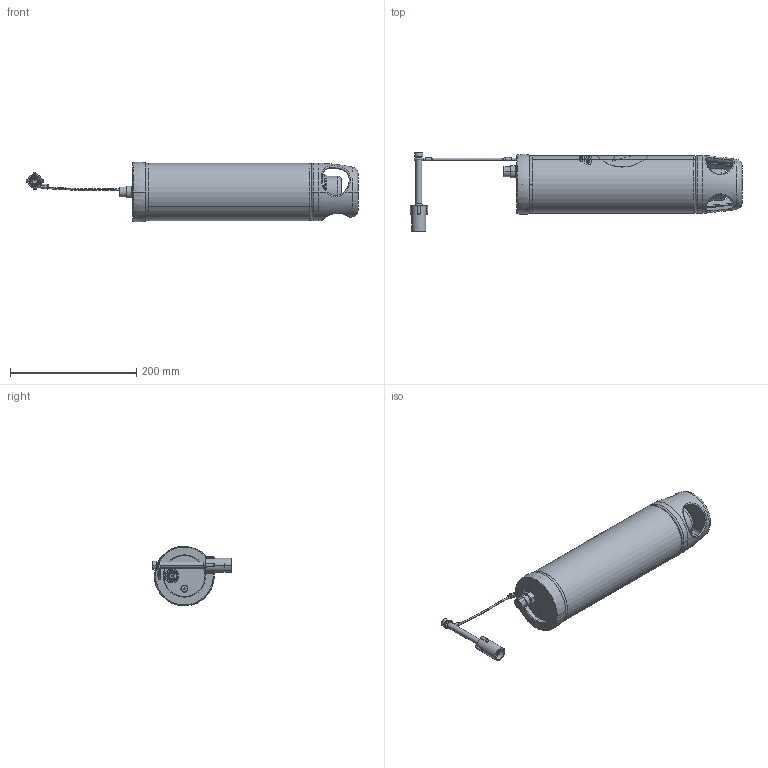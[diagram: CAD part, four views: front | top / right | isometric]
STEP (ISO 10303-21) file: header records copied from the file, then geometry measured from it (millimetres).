
FILE_DESCRIPTION (( 'STEP AP214' ), '1' );
FILE_NAME ('4459300E.STEP', '2014-07-02T08:10:48', ( '' ), ( '' ), 'SwSTEP 2.0', 'SolidWorks 2014', '' );
FILE_SCHEMA (( 'AUTOMOTIVE_DESIGN' ));
Length unit declared in the file: millimetre
Products named in the file (1): 4459300E
Bounding box: 525.72 x 124.5 x 95 mm (x, y, z)
Surface area: 173280.6 mm2 (no closed solid volume)
Topology: 0 solids, 43 shells, 339 faces, 1121 edges, 811 vertices
Faces by surface type: cylinder 132, plane 90, bspline 53, cone 30, torus 27, sphere 7
Entity records: 27950 total; most frequent: CARTESIAN_POINT 15202, DIRECTION 1785, ORIENTED_EDGE 1699, EDGE_CURVE 1108, VERTEX_POINT 806, AXIS2_PLACEMENT_3D 766, CIRCLE 479, EDGE_LOOP 386
